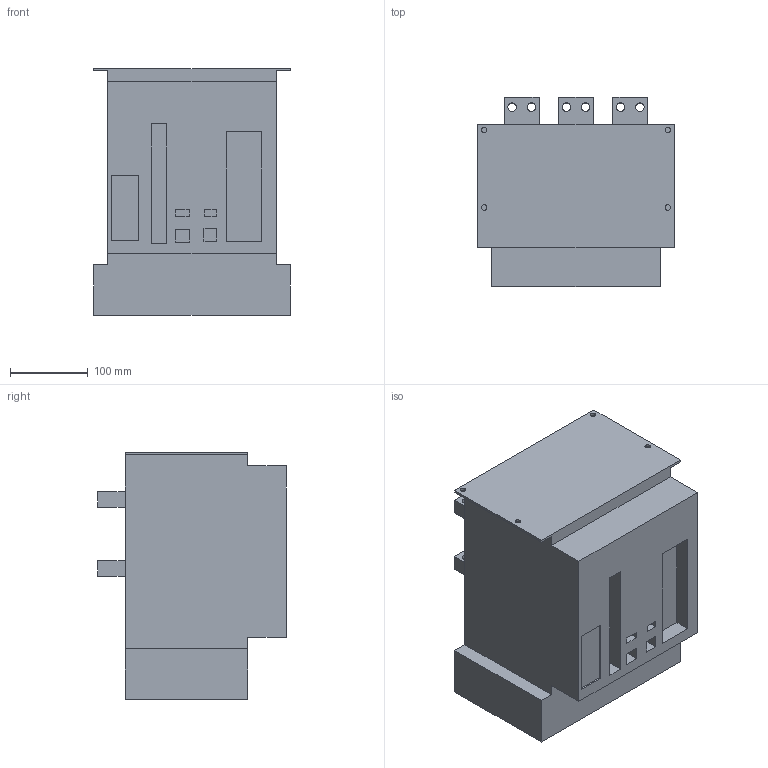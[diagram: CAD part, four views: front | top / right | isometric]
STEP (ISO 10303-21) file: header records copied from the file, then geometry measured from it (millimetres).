
FILE_DESCRIPTION((''),'2;1');
FILE_NAME('NXA16N16-MF3','2019-04-25T',('xuxc'),(''),'CREO PARAMETRIC BY PTC INC, 2015480','CREO PARAMETRIC BY PTC INC, 2015480','');
FILE_SCHEMA(('CONFIG_CONTROL_DESIGN'));
Length unit declared in the file: millimetre
Products named in the file (1): NXA16N16-MF3
Bounding box: 254 x 243.5 x 318.5 mm (x, y, z)
Volume: 13583513.5 mm3; surface area: 443509.6 mm2
Topology: 1 solids, 1 shells, 115 faces, 300 edges, 200 vertices
Faces by surface type: plane 83, cylinder 32
Entity records: 3641 total; most frequent: CARTESIAN_POINT 615, ORIENTED_EDGE 600, DIRECTION 594, EDGE_CURVE 300, VECTOR 236, LINE 236, VERTEX_POINT 200, AXIS2_PLACEMENT_3D 179
